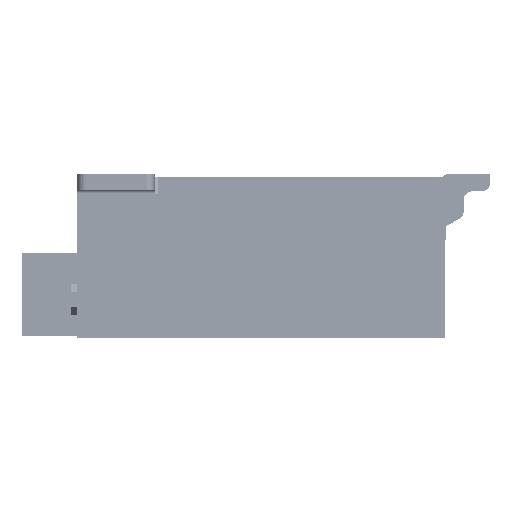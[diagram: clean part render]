
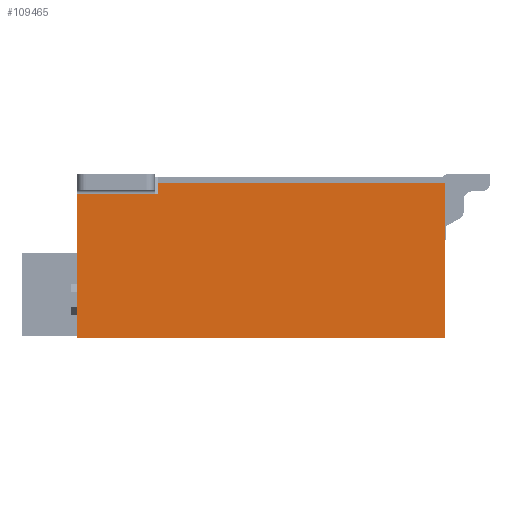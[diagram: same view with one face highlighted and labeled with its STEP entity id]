
A CAD part, left-side view. The second image highlights one B-rep face of the part: STEP entity #109465.
In plain terms, the highlighted planar face has unit normal (-1, 0, 0).
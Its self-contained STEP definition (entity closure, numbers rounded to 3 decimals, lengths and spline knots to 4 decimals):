
#1=DIRECTION('',(0.,-1.,0.));
#2=VECTOR('',#1,4.45);
#3=CARTESIAN_POINT('',(-21.225,1.6,1.145));
#4=LINE('',#3,#2);
#13=DIRECTION('',(0.,0.,-1.));
#14=VECTOR('',#13,0.17);
#15=CARTESIAN_POINT('',(-21.225,1.6,1.145));
#16=LINE('',#15,#14);
#195=DIRECTION('',(0.,1.,0.));
#196=VECTOR('',#195,5.7);
#197=CARTESIAN_POINT('',(-21.225,-2.85,-1.255));
#198=LINE('',#197,#196);
#387=DIRECTION('',(0.,0.,-1.));
#388=VECTOR('',#387,2.4);
#389=CARTESIAN_POINT('',(-21.225,-2.85,1.145));
#390=LINE('',#389,#388);
#16782=DIRECTION('',(0.,-1.,0.));
#16783=VECTOR('',#16782,1.25);
#16784=CARTESIAN_POINT('',(-21.225,2.85,0.975));
#16785=LINE('',#16784,#16783);
#16808=DIRECTION('',(0.,0.,1.));
#16809=VECTOR('',#16808,2.23);
#16810=CARTESIAN_POINT('',(-21.225,2.85,-1.255));
#16811=LINE('',#16810,#16809);
#85308=CARTESIAN_POINT('',(-21.225,1.6,1.145));
#85309=CARTESIAN_POINT('',(-21.225,-2.85,1.145));
#85310=VERTEX_POINT('',#85308);
#85311=VERTEX_POINT('',#85309);
#85312=CARTESIAN_POINT('',(-21.225,1.6,0.975));
#85313=VERTEX_POINT('',#85312);
#85314=CARTESIAN_POINT('',(-21.225,2.85,0.975));
#85315=VERTEX_POINT('',#85314);
#85316=CARTESIAN_POINT('',(-21.225,2.85,-1.255));
#85317=VERTEX_POINT('',#85316);
#85318=CARTESIAN_POINT('',(-21.225,-2.85,-1.255));
#85319=VERTEX_POINT('',#85318);
#109446=CARTESIAN_POINT('',(-21.225,0.,-0.055));
#109447=DIRECTION('',(1.,0.,0.));
#109448=DIRECTION('',(0.,-1.,0.));
#109449=AXIS2_PLACEMENT_3D('',#109446,#109447,#109448);
#109450=PLANE('',#109449);
#109452=ORIENTED_EDGE('',*,*,#109451,.T.);
#109454=ORIENTED_EDGE('',*,*,#109453,.T.);
#109456=ORIENTED_EDGE('',*,*,#109455,.T.);
#109458=ORIENTED_EDGE('',*,*,#109457,.T.);
#109460=ORIENTED_EDGE('',*,*,#109459,.T.);
#109462=ORIENTED_EDGE('',*,*,#109461,.F.);
#109463=EDGE_LOOP('',(#109452,#109454,#109456,#109458,#109460,#109462));
#109464=FACE_OUTER_BOUND('',#109463,.F.);
#109465=ADVANCED_FACE('',(#109464),#109450,.F.);
#109451=EDGE_CURVE('',#85310,#85311,#4,.T.);
#109453=EDGE_CURVE('',#85311,#85319,#390,.T.);
#109455=EDGE_CURVE('',#85319,#85317,#198,.T.);
#109457=EDGE_CURVE('',#85317,#85315,#16811,.T.);
#109459=EDGE_CURVE('',#85315,#85313,#16785,.T.);
#109461=EDGE_CURVE('',#85310,#85313,#16,.T.);
